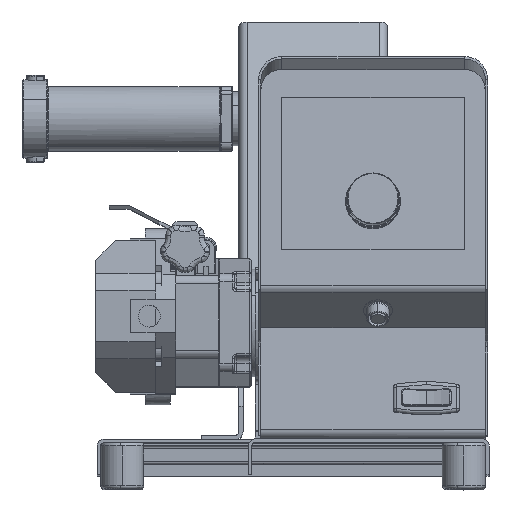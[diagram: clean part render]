
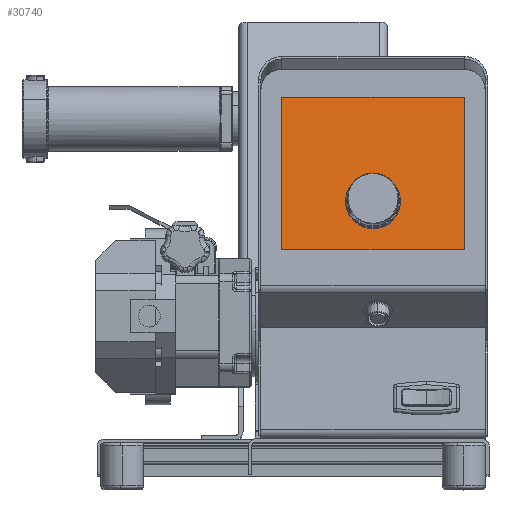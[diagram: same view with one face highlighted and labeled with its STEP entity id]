
A CAD part, top view. The second image highlights one B-rep face of the part: STEP entity #30740.
In plain terms, the highlighted planar face has unit normal (0, 0.122, 0.993).
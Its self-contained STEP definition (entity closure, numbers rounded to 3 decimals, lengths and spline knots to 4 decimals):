
#28957 = CARTESIAN_POINT ( 'NONE',  ( 4.5528, 10.2768, 11.0562 ) ) ;
#28958 = DIRECTION ( 'NONE',  ( 0., 0.993, -0.122 ) ) ;
#28959 = VECTOR ( 'NONE', #28958, 39.3701 ) ;
#28960 = CARTESIAN_POINT ( 'NONE',  ( 4.5528, 10.2768, 11.0562 ) ) ;
#28961 = LINE ( 'NONE', #28960, #28959 ) ;
#28967 = DIRECTION ( 'NONE',  ( 0., -0.993, 0.122 ) ) ;
#28968 = DIRECTION ( 'NONE',  ( 0., -0.122, -0.993 ) ) ;
#28969 = CARTESIAN_POINT ( 'NONE',  ( 4.5528, 10.2768, 11.0562 ) ) ;
#28970 = AXIS2_PLACEMENT_3D ( 'NONE', #28969, #28968, #28967 ) ;
#28971 = PLANE ( 'NONE',  #28970 ) ;
#28972 = FACE_OUTER_BOUND ( 'NONE', #30750, .T. ) ;
#28973 = FACE_BOUND ( 'NONE', #30743, .T. ) ;
#29088 = DIRECTION ( 'NONE',  ( 0., -0.993, 0.122 ) ) ;
#29089 = VECTOR ( 'NONE', #29088, 39.3701 ) ;
#29090 = CARTESIAN_POINT ( 'NONE',  ( -0.9472, 10.2768, 11.0562 ) ) ;
#29091 = LINE ( 'NONE', #29090, #29089 ) ;
#29092 = CARTESIAN_POINT ( 'NONE',  ( -0.9472, 10.2768, 11.0562 ) ) ;
#29093 = DIRECTION ( 'NONE',  ( -1., 0., 0. ) ) ;
#29094 = VECTOR ( 'NONE', #29093, 39.3701 ) ;
#29095 = CARTESIAN_POINT ( 'NONE',  ( 1.8028, 10.2768, 11.0562 ) ) ;
#29096 = LINE ( 'NONE', #29095, #29094 ) ;
#29318 = CARTESIAN_POINT ( 'NONE',  ( 4.5528, 5.6862, 11.6198 ) ) ;
#29319 = CARTESIAN_POINT ( 'NONE',  ( -0.9472, 5.6862, 11.6198 ) ) ;
#29322 = DIRECTION ( 'NONE',  ( 1., 0., 0. ) ) ;
#29323 = VECTOR ( 'NONE', #29322, 39.3701 ) ;
#29326 = CARTESIAN_POINT ( 'NONE',  ( 1.8028, 5.6862, 11.6198 ) ) ;
#29327 = LINE ( 'NONE', #29326, #29323 ) ;
#30715 = ORIENTED_EDGE ( 'NONE', *, *, #30717, .T. ) ;
#30717 = EDGE_CURVE ( 'NONE', #30760, #30720, #29096, .T. ) ;
#30720 = VERTEX_POINT ( 'NONE', #29092 ) ;
#30722 = ORIENTED_EDGE ( 'NONE', *, *, #30723, .T. ) ;
#30723 = EDGE_CURVE ( 'NONE', #30720, #30964, #29091, .T. ) ;
#30740 = ADVANCED_FACE ( 'NONE', ( #28973, #28972 ), #28971, .F. ) ;
#30743 = EDGE_LOOP ( 'NONE', ( #30745, #30747 ) ) ;
#30745 = ORIENTED_EDGE ( 'NONE', *, *, #33965, .F. ) ;
#30747 = ORIENTED_EDGE ( 'NONE', *, *, #57211, .F. ) ;
#30750 = EDGE_LOOP ( 'NONE', ( #30962, #30756, #30715, #30722 ) ) ;
#30756 = ORIENTED_EDGE ( 'NONE', *, *, #30758, .T. ) ;
#30758 = EDGE_CURVE ( 'NONE', #30965, #30760, #28961, .T. ) ;
#30760 = VERTEX_POINT ( 'NONE', #28957 ) ;
#30962 = ORIENTED_EDGE ( 'NONE', *, *, #30963, .T. ) ;
#30963 = EDGE_CURVE ( 'NONE', #30964, #30965, #29327, .T. ) ;
#30964 = VERTEX_POINT ( 'NONE', #29319 ) ;
#30965 = VERTEX_POINT ( 'NONE', #29318 ) ;
#33965 = EDGE_CURVE ( 'NONE', #57371, #57208, #35271, .T. ) ;
#35263 = DIRECTION ( 'NONE',  ( 0., 0.993, -0.122 ) ) ;
#35264 = DIRECTION ( 'NONE',  ( 0., 0.122, 0.993 ) ) ;
#35265 = CARTESIAN_POINT ( 'NONE',  ( 1.8028, 7.1453, 11.4406 ) ) ;
#35266 = AXIS2_PLACEMENT_3D ( 'NONE', #35265, #35264, #35263 ) ;
#35271 = CIRCLE ( 'NONE', #35266, 0.825 ) ;
#57208 = VERTEX_POINT ( 'NONE', #73421 ) ;
#57211 = EDGE_CURVE ( 'NONE', #57208, #57371, #73410, .T. ) ;
#57371 = VERTEX_POINT ( 'NONE', #74216 ) ;
#73402 = DIRECTION ( 'NONE',  ( 0., 0.993, -0.122 ) ) ;
#73404 = DIRECTION ( 'NONE',  ( 0., 0.122, 0.993 ) ) ;
#73406 = CARTESIAN_POINT ( 'NONE',  ( 1.8028, 7.1453, 11.4406 ) ) ;
#73408 = AXIS2_PLACEMENT_3D ( 'NONE', #73406, #73404, #73402 ) ;
#73410 = CIRCLE ( 'NONE', #73408, 0.825 ) ;
#73421 = CARTESIAN_POINT ( 'NONE',  ( 1.8028, 6.3264, 11.5412 ) ) ;
#74216 = CARTESIAN_POINT ( 'NONE',  ( 1.8028, 7.9641, 11.3401 ) ) ;
